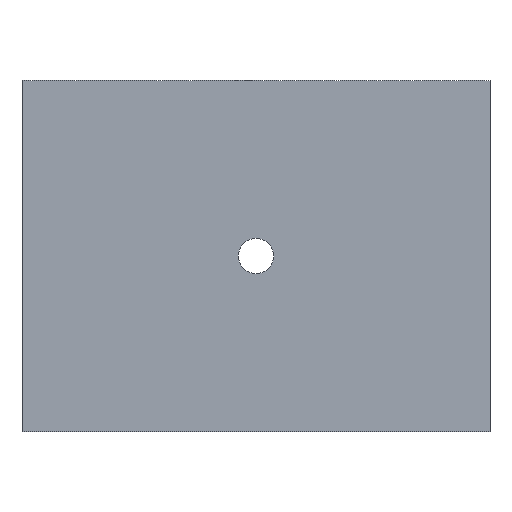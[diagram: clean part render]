
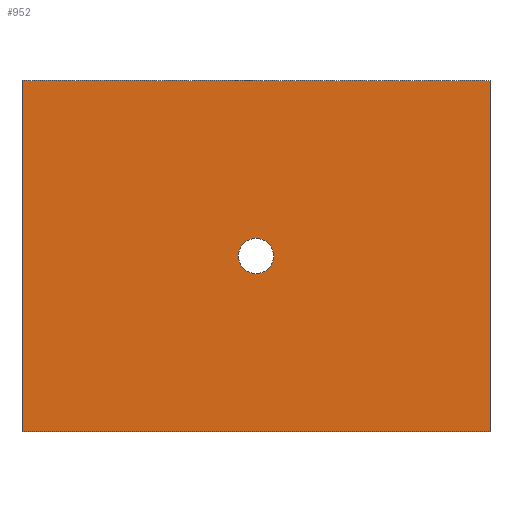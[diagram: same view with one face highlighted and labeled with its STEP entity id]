
A CAD part, front view. The second image highlights one B-rep face of the part: STEP entity #952.
In plain terms, the highlighted planar face has unit normal (0, -1, 0).
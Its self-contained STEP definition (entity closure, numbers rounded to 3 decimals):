
#2 = VECTOR ( 'NONE', #958, 1000. ) ;
#48 = LINE ( 'NONE', #1043, #1123 ) ;
#51 = VERTEX_POINT ( 'NONE', #681 ) ;
#53 = CARTESIAN_POINT ( 'NONE',  ( 300., 0., -247.5 ) ) ;
#55 = DIRECTION ( 'NONE',  ( 0., 0., -1. ) ) ;
#85 = VERTEX_POINT ( 'NONE', #992 ) ;
#125 = ORIENTED_EDGE ( 'NONE', *, *, #637, .T. ) ;
#130 = CARTESIAN_POINT ( 'NONE',  ( 0., 0., -450. ) ) ;
#139 = LINE ( 'NONE', #703, #1061 ) ;
#169 = ORIENTED_EDGE ( 'NONE', *, *, #575, .F. ) ;
#179 = DIRECTION ( 'NONE',  ( 1., 0., 0. ) ) ;
#184 = CARTESIAN_POINT ( 'NONE',  ( 600., 0., 0. ) ) ;
#218 = VERTEX_POINT ( 'NONE', #724 ) ;
#300 = EDGE_CURVE ( 'NONE', #51, #218, #870, .T. ) ;
#302 = ORIENTED_EDGE ( 'NONE', *, *, #606, .F. ) ;
#340 = DIRECTION ( 'NONE',  ( 0., 0., -1. ) ) ;
#348 = CARTESIAN_POINT ( 'NONE',  ( 0., 0., -450. ) ) ;
#354 = DIRECTION ( 'NONE',  ( 0., 1., 0. ) ) ;
#365 = AXIS2_PLACEMENT_3D ( 'NONE', #1001, #995, #55 ) ;
#374 = EDGE_CURVE ( 'NONE', #85, #51, #847, .T. ) ;
#376 = VECTOR ( 'NONE', #716, 1000. ) ;
#394 = VERTEX_POINT ( 'NONE', #184 ) ;
#401 = CIRCLE ( 'NONE', #365, 22.5 ) ;
#422 = AXIS2_PLACEMENT_3D ( 'NONE', #882, #354, #974 ) ;
#425 = FACE_OUTER_BOUND ( 'NONE', #948, .T. ) ;
#442 = EDGE_LOOP ( 'NONE', ( #854, #125 ) ) ;
#540 = ORIENTED_EDGE ( 'NONE', *, *, #300, .F. ) ;
#558 = DIRECTION ( 'NONE',  ( 0., -1., 0. ) ) ;
#575 = EDGE_CURVE ( 'NONE', #394, #85, #48, .T. ) ;
#598 = ORIENTED_EDGE ( 'NONE', *, *, #374, .F. ) ;
#606 = EDGE_CURVE ( 'NONE', #218, #394, #139, .T. ) ;
#637 = EDGE_CURVE ( 'NONE', #1002, #836, #656, .T. ) ;
#651 = DIRECTION ( 'NONE',  ( 0., 0., -1. ) ) ;
#656 = CIRCLE ( 'NONE', #422, 22.5 ) ;
#681 = CARTESIAN_POINT ( 'NONE',  ( 0., 0., -450. ) ) ;
#703 = CARTESIAN_POINT ( 'NONE',  ( 0., 0., 0. ) ) ;
#716 = DIRECTION ( 'NONE',  ( -1., 0., 0. ) ) ;
#721 = FACE_BOUND ( 'NONE', #442, .T. ) ;
#724 = CARTESIAN_POINT ( 'NONE',  ( 0., 0., 0. ) ) ;
#784 = AXIS2_PLACEMENT_3D ( 'NONE', #130, #558, #651 ) ;
#836 = VERTEX_POINT ( 'NONE', #1027 ) ;
#847 = LINE ( 'NONE', #348, #376 ) ;
#850 = CARTESIAN_POINT ( 'NONE',  ( 0., 0., 0. ) ) ;
#854 = ORIENTED_EDGE ( 'NONE', *, *, #1040, .T. ) ;
#870 = LINE ( 'NONE', #850, #2 ) ;
#882 = CARTESIAN_POINT ( 'NONE',  ( 300., 0., -225. ) ) ;
#948 = EDGE_LOOP ( 'NONE', ( #540, #598, #169, #302 ) ) ;
#952 = ADVANCED_FACE ( 'NONE', ( #721, #425 ), #1009, .T. ) ;
#958 = DIRECTION ( 'NONE',  ( 0., 0., 1. ) ) ;
#974 = DIRECTION ( 'NONE',  ( 0., 0., -1. ) ) ;
#992 = CARTESIAN_POINT ( 'NONE',  ( 600., 0., -450. ) ) ;
#995 = DIRECTION ( 'NONE',  ( 0., 1., 0. ) ) ;
#1001 = CARTESIAN_POINT ( 'NONE',  ( 300., 0., -225. ) ) ;
#1002 = VERTEX_POINT ( 'NONE', #53 ) ;
#1009 = PLANE ( 'NONE',  #784 ) ;
#1027 = CARTESIAN_POINT ( 'NONE',  ( 300., 0., -202.5 ) ) ;
#1040 = EDGE_CURVE ( 'NONE', #836, #1002, #401, .T. ) ;
#1043 = CARTESIAN_POINT ( 'NONE',  ( 600., 0., 0. ) ) ;
#1061 = VECTOR ( 'NONE', #179, 1000. ) ;
#1123 = VECTOR ( 'NONE', #340, 1000. ) ;
